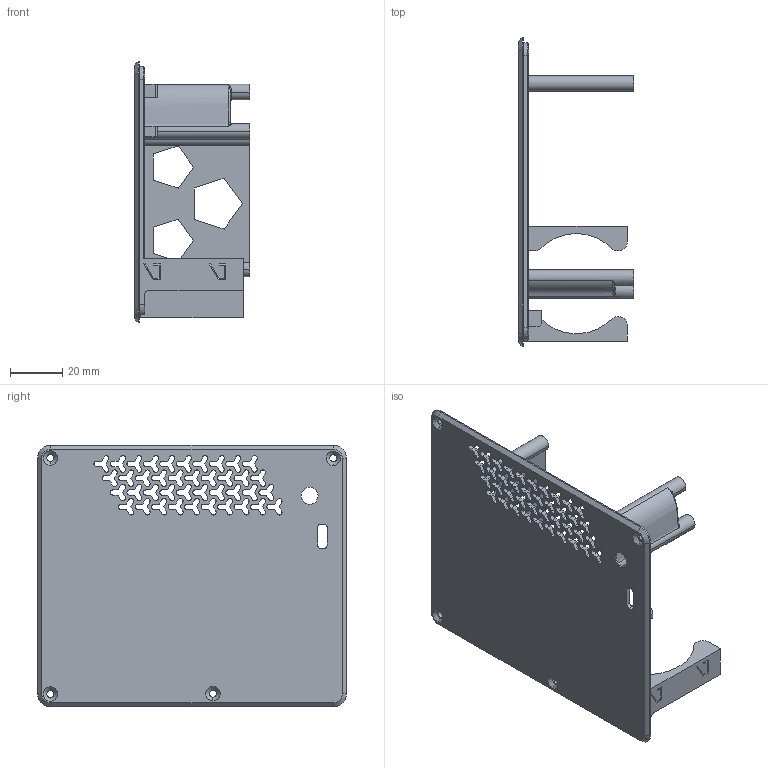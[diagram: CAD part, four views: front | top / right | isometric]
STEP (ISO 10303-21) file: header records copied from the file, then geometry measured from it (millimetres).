
FILE_DESCRIPTION (( 'STEP AP214' ), '1' );
FILE_NAME ('back_plate.STEP', '2025-05-06T00:39:20', ( '' ), ( '' ), 'SwSTEP 2.0', 'SolidWorks 2022', '' );
FILE_SCHEMA (( 'AUTOMOTIVE_DESIGN' ));
Length unit declared in the file: millimetre
Products named in the file (1): back_plate
Bounding box: 44.2 x 118 x 100 mm (x, y, z)
Volume: 39278 mm3; surface area: 36482.4 mm2
Topology: 1 solids, 1 shells, 712 faces, 2079 edges, 1355 vertices
Faces by surface type: plane 401, cylinder 264, cone 23, bspline 14, torus 10
Entity records: 24657 total; most frequent: CARTESIAN_POINT 5186, ORIENTED_EDGE 4150, DIRECTION 4026, EDGE_CURVE 2075, LINE 1440, VECTOR 1440, VERTEX_POINT 1355, AXIS2_PLACEMENT_3D 1293
